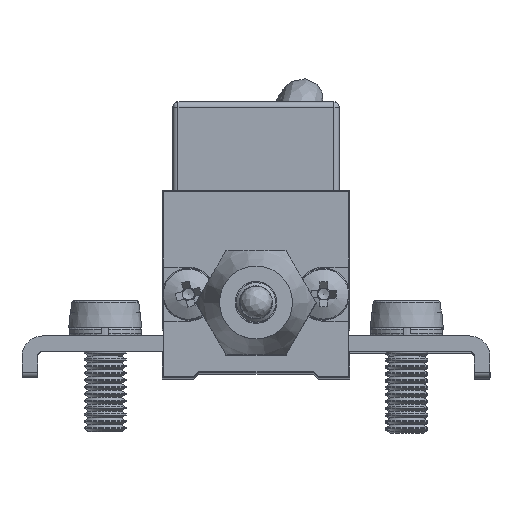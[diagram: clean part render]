
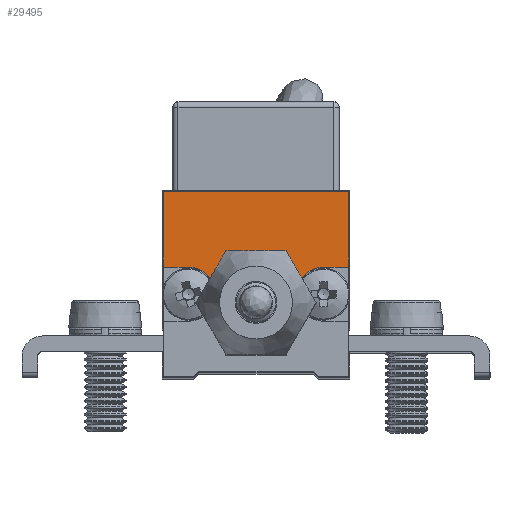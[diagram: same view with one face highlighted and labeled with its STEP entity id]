
A CAD part, top view. The second image highlights one B-rep face of the part: STEP entity #29495.
In plain terms, the highlighted planar face has unit normal (0, 0, 1).
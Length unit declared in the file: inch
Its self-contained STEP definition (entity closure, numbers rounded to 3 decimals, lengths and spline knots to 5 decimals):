
#433 = VECTOR ( 'NONE', #1347, 39.37008 ) ;
#1347 = DIRECTION ( 'NONE',  ( -1., 0., 0. ) ) ;
#1734 = DIRECTION ( 'NONE',  ( 0., -1., 0. ) ) ;
#2854 = CARTESIAN_POINT ( 'NONE',  ( 0.09843, 0.41732, 0.15748 ) ) ;
#3827 = CARTESIAN_POINT ( 'NONE',  ( 0.19414, 0.35126, 0.15748 ) ) ;
#4713 = EDGE_CURVE ( 'NONE', #25264, #42038, #14759, .T. ) ;
#4814 = FACE_OUTER_BOUND ( 'NONE', #19490, .T. ) ;
#5153 = CARTESIAN_POINT ( 'NONE',  ( 0.70472, 0.70472, 0.15748 ) ) ;
#5529 = DIRECTION ( 'NONE',  ( 0., 0., 1. ) ) ;
#6439 = EDGE_CURVE ( 'NONE', #33006, #36120, #24736, .T. ) ;
#9853 = CARTESIAN_POINT ( 'NONE',  ( 0.70472, 0.41732, 0.15748 ) ) ;
#10388 = ORIENTED_EDGE ( 'NONE', *, *, #27747, .F. ) ;
#11127 = CIRCLE ( 'NONE', #17288, 0.10236 ) ;
#11251 = CARTESIAN_POINT ( 'NONE',  ( 0.00394, 0.41732, 0.15748 ) ) ;
#11325 = CIRCLE ( 'NONE', #44695, 0.10236 ) ;
#11917 = EDGE_CURVE ( 'NONE', #37391, #45313, #23340, .T. ) ;
#12285 = DIRECTION ( 'NONE',  ( -1., 0., 0. ) ) ;
#12617 = CARTESIAN_POINT ( 'NONE',  ( 0.51453, 0.35126, 0.15748 ) ) ;
#13147 = ORIENTED_EDGE ( 'NONE', *, *, #11917, .F. ) ;
#13650 = DIRECTION ( 'NONE',  ( -1., 0., 0. ) ) ;
#14394 = DIRECTION ( 'NONE',  ( 1., 0., 0. ) ) ;
#14759 = CIRCLE ( 'NONE', #42650, 0.17717 ) ;
#15098 = DIRECTION ( 'NONE',  ( -1., 0., 0. ) ) ;
#15806 = DIRECTION ( 'NONE',  ( -1., 0., 0. ) ) ;
#15938 = CARTESIAN_POINT ( 'NONE',  ( 0.35433, 0.27559, 0.15748 ) ) ;
#16006 = CARTESIAN_POINT ( 'NONE',  ( 0.61024, 0.41732, 0.15748 ) ) ;
#16554 = CARTESIAN_POINT ( 'NONE',  ( 0.09843, 0.31496, 0.15748 ) ) ;
#16747 = ORIENTED_EDGE ( 'NONE', *, *, #4713, .F. ) ;
#17288 = AXIS2_PLACEMENT_3D ( 'NONE', #37178, #30837, #15806 ) ;
#17758 = EDGE_CURVE ( 'NONE', #36120, #18845, #44677, .T. ) ;
#17825 = EDGE_CURVE ( 'NONE', #18845, #25264, #11127, .T. ) ;
#18770 = CARTESIAN_POINT ( 'NONE',  ( 0.00394, 0.70472, 0.15748 ) ) ;
#18845 = VERTEX_POINT ( 'NONE', #16006 ) ;
#19490 = EDGE_LOOP ( 'NONE', ( #26210, #41690, #28311, #26599, #13147, #10388, #16747, #31867 ) ) ;
#21241 = VERTEX_POINT ( 'NONE', #47775 ) ;
#22723 = VECTOR ( 'NONE', #15098, 39.37008 ) ;
#23340 = LINE ( 'NONE', #11251, #433 ) ;
#23387 = AXIS2_PLACEMENT_3D ( 'NONE', #24440, #23939, #34829 ) ;
#23939 = DIRECTION ( 'NONE',  ( 0., 0., -1. ) ) ;
#24156 = EDGE_CURVE ( 'NONE', #21241, #33006, #43738, .T. ) ;
#24440 = CARTESIAN_POINT ( 'NONE',  ( 0.00394, 0.00394, 0.15748 ) ) ;
#24736 = LINE ( 'NONE', #39493, #30218 ) ;
#25264 = VERTEX_POINT ( 'NONE', #12617 ) ;
#25584 = LINE ( 'NONE', #28691, #30960 ) ;
#26210 = ORIENTED_EDGE ( 'NONE', *, *, #17758, .F. ) ;
#26599 = ORIENTED_EDGE ( 'NONE', *, *, #40494, .F. ) ;
#26990 = CARTESIAN_POINT ( 'NONE',  ( 0.61024, 0.41732, 0.15748 ) ) ;
#27747 = EDGE_CURVE ( 'NONE', #42038, #37391, #11325, .T. ) ;
#28311 = ORIENTED_EDGE ( 'NONE', *, *, #24156, .F. ) ;
#28691 = CARTESIAN_POINT ( 'NONE',  ( 0.00394, 0.10236, 0.15748 ) ) ;
#28733 = VECTOR ( 'NONE', #14394, 39.37008 ) ;
#29495 = ADVANCED_FACE ( 'NONE', ( #4814 ), #35340, .F. ) ;
#30218 = VECTOR ( 'NONE', #1734, 39.37008 ) ;
#30837 = DIRECTION ( 'NONE',  ( 0., 0., 1. ) ) ;
#30960 = VECTOR ( 'NONE', #47848, 39.37008 ) ;
#31775 = DIRECTION ( 'NONE',  ( 0., 0., 1. ) ) ;
#31867 = ORIENTED_EDGE ( 'NONE', *, *, #17825, .F. ) ;
#33006 = VERTEX_POINT ( 'NONE', #5153 ) ;
#34829 = DIRECTION ( 'NONE',  ( -1., 0., 0. ) ) ;
#35340 = PLANE ( 'NONE',  #23387 ) ;
#36120 = VERTEX_POINT ( 'NONE', #9853 ) ;
#36768 = CARTESIAN_POINT ( 'NONE',  ( 0.00394, 0.41732, 0.15748 ) ) ;
#37178 = CARTESIAN_POINT ( 'NONE',  ( 0.61024, 0.31496, 0.15748 ) ) ;
#37391 = VERTEX_POINT ( 'NONE', #2854 ) ;
#39493 = CARTESIAN_POINT ( 'NONE',  ( 0.70472, 0.00394, 0.15748 ) ) ;
#40494 = EDGE_CURVE ( 'NONE', #45313, #21241, #25584, .T. ) ;
#41690 = ORIENTED_EDGE ( 'NONE', *, *, #6439, .F. ) ;
#42038 = VERTEX_POINT ( 'NONE', #3827 ) ;
#42650 = AXIS2_PLACEMENT_3D ( 'NONE', #15938, #5529, #12285 ) ;
#43738 = LINE ( 'NONE', #18770, #28733 ) ;
#44677 = LINE ( 'NONE', #26990, #22723 ) ;
#44695 = AXIS2_PLACEMENT_3D ( 'NONE', #16554, #31775, #13650 ) ;
#45313 = VERTEX_POINT ( 'NONE', #36768 ) ;
#47775 = CARTESIAN_POINT ( 'NONE',  ( 0.00394, 0.70472, 0.15748 ) ) ;
#47848 = DIRECTION ( 'NONE',  ( 0., 1., 0. ) ) ;
